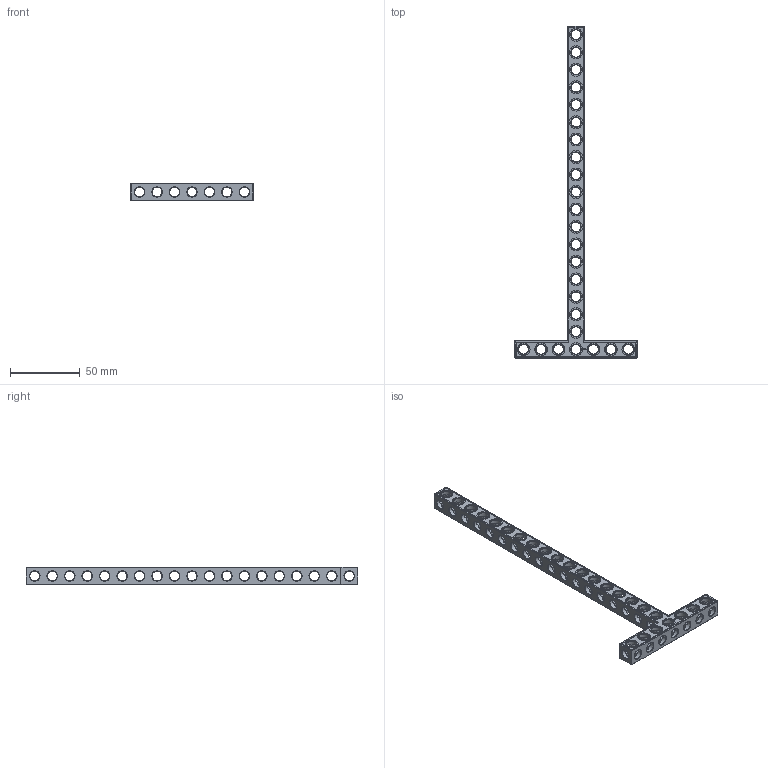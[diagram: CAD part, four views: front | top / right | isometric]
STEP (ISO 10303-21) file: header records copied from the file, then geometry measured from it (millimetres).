
FILE_DESCRIPTION(('FreeCAD Model'),'2;1');
FILE_NAME('Open CASCADE Shape Model','2021-08-09T15:32:19',( 'Paulo Kiefe'),('STEMFIE.org'),'Open CASCADE STEP processor 7.4', 'FreeCAD','Unknown');
FILE_SCHEMA(('AUTOMOTIVE_DESIGN { 1 0 10303 214 1 1 1 1 }'));
Products named in the file (1): Beam_TSH_SYM_ESS_BU07x19x01_-_SPN-BEM-1055_(stemfie.org)
Bounding box: 87.5 x 237.5 x 12.5 mm (x, y, z)
Volume: 24401.4 mm3; surface area: 21904 mm2
Topology: 1 solids, 1 shells, 815 faces, 2523 edges, 1669 vertices
Faces by surface type: plane 406, cylinder 155, extrusion 150, cone 104
Full cylindrical faces by diameter (mm): 7 x126, 9.2 x25
Entity records: 75923 total; most frequent: CARTESIAN_POINT 22792, DIRECTION 7903, ORIENTED_EDGE 5046, PCURVE 5046, DEFINITIONAL_REPRESENTATION 5046, VECTOR 4854, LINE 4704, EDGE_CURVE 2523
